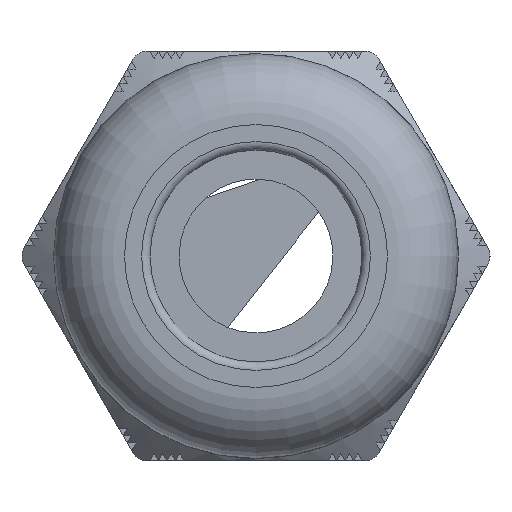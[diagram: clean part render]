
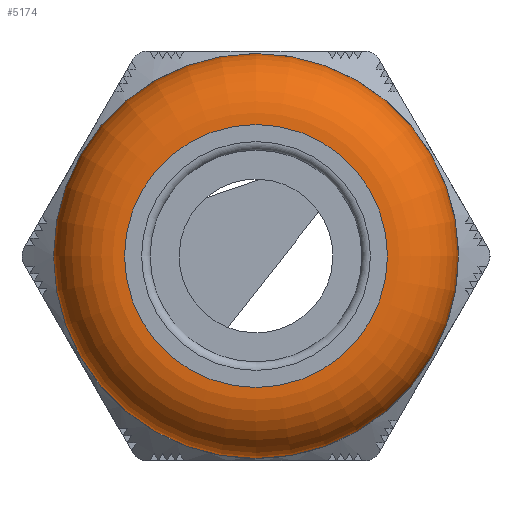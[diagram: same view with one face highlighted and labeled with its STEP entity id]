
A CAD part, left-side view. The second image highlights one B-rep face of the part: STEP entity #5174.
In plain terms, the highlighted toroidal (fillet/blend) face has major radius 7.818 mm and minor radius 4.032 mm.
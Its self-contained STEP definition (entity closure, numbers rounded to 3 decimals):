
#1313=FACE_BOUND('',#1777,.T.);
#1478=FACE_OUTER_BOUND('',#1776,.T.);
#1776=EDGE_LOOP('',(#4241));
#1777=EDGE_LOOP('',(#4242));
#1964=CIRCLE('',#5387,7.7);
#2021=CIRCLE('',#5568,11.85);
#2182=VERTEX_POINT('',#8681);
#2422=VERTEX_POINT('',#9942);
#2715=EDGE_CURVE('',#2182,#2182,#1964,.T.);
#3075=EDGE_CURVE('',#2422,#2422,#2021,.T.);
#4241=ORIENTED_EDGE('',*,*,#3075,.F.);
#4242=ORIENTED_EDGE('',*,*,#2715,.T.);
#5017=TOROIDAL_SURFACE('',#5567,7.818,4.032);
#5174=ADVANCED_FACE('',(#1478,#1313),#5017,.T.);
#5387=AXIS2_PLACEMENT_3D('',#8682,#5895,#5896);
#5567=AXIS2_PLACEMENT_3D('',#9941,#6497,#6498);
#5568=AXIS2_PLACEMENT_3D('',#9943,#6499,#6500);
#5895=DIRECTION('center_axis',(1.,0.,0.));
#5896=DIRECTION('ref_axis',(0.,0.,-1.));
#6497=DIRECTION('center_axis',(1.,0.,0.));
#6498=DIRECTION('ref_axis',(0.,0.,-1.));
#6499=DIRECTION('center_axis',(1.,0.,0.));
#6500=DIRECTION('ref_axis',(0.,0.,-1.));
#8681=CARTESIAN_POINT('',(-17.93,7.7,0.));
#8682=CARTESIAN_POINT('Origin',(-17.93,0.,0.));
#9941=CARTESIAN_POINT('Origin',(-13.9,0.,0.));
#9942=CARTESIAN_POINT('',(-13.9,11.85,0.));
#9943=CARTESIAN_POINT('Origin',(-13.9,0.,0.));
